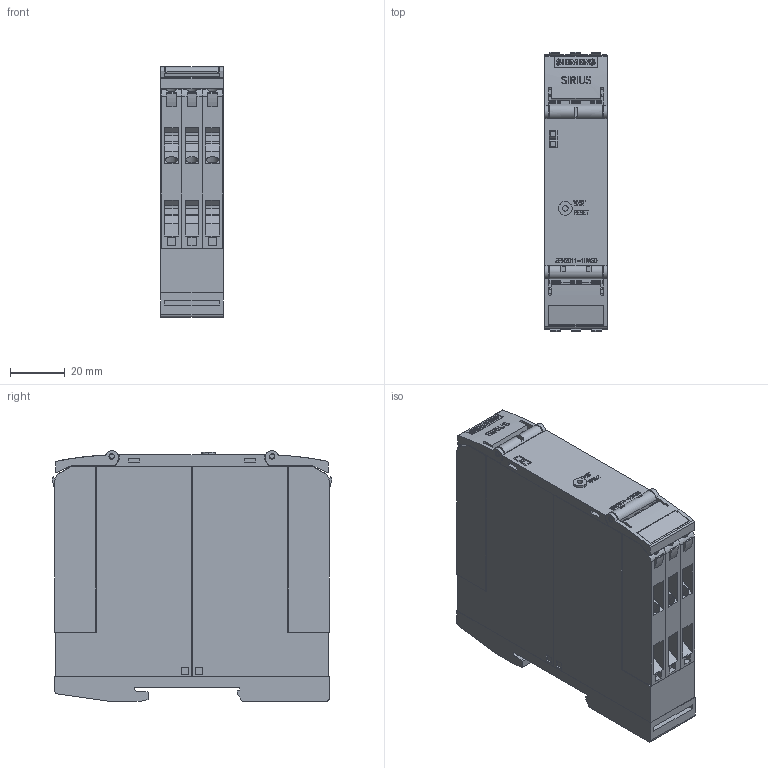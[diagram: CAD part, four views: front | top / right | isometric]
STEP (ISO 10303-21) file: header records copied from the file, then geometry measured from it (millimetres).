
FILE_DESCRIPTION(('STEP AP214'),'1');
FILE_NAME('cctmp_45113D1C-A19A-42E4-9872-F2AE2AFD7964_2023_07_21_09_46_26_0990..stp','2023-07-21T07:46:28',('SIEMENS A&D'),('CADClick - www.CADClick.com'),'Spatial InterOp 3D postprocessed',' ','unknown authorization');
FILE_SCHEMA(('AUTOMOTIVE_DESIGN'));
Length unit declared in the file: millimetre
Products named in the file (1): 2023_07_21_09_46_26_0923
Bounding box: 22.8 x 101.9 x 91.42 mm (x, y, z)
Volume: 184334.6 mm3; surface area: 54994 mm2
Topology: 1 solids, 1 shells, 1770 faces, 4924 edges, 3268 vertices
Faces by surface type: plane 1445, cylinder 273, cone 36, torus 16
Entity records: 95286 total; most frequent: CARTESIAN_POINT 11173, STYLED_ITEM 9955, PRESENTATION_STYLE_ASSIGNMENT 9955, ORIENTED_EDGE 9832, DIRECTION 9095, EDGE_CURVE 4916, CURVE_STYLE 4916, DRAUGHTING_PRE_DEFINED_CURVE_FONT 4916
